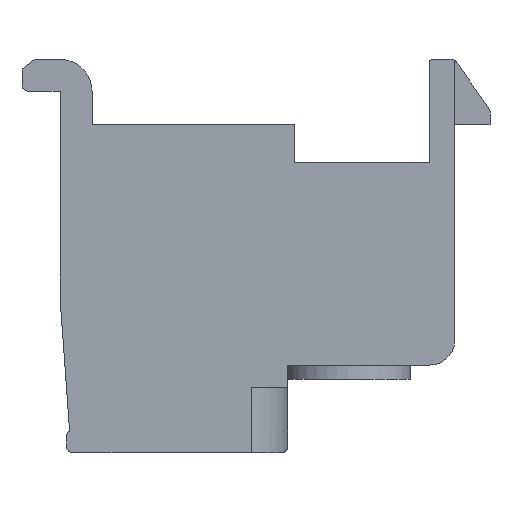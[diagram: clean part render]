
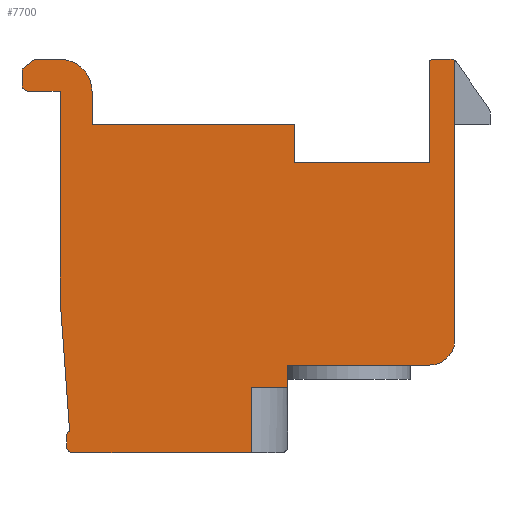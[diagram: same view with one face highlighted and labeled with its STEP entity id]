
A CAD part, front view. The second image highlights one B-rep face of the part: STEP entity #7700.
In plain terms, the highlighted planar face has unit normal (0, -1, 0).
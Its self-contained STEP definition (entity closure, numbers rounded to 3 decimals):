
#1=CARTESIAN_POINT('',(5.45,0.,-2.625));
#2=DIRECTION('',(0.,1.,0.));
#3=DIRECTION('',(1.,0.,0.));
#4=AXIS2_PLACEMENT_3D('',#1,#2,#3);
#6=DIRECTION('',(-1.,0.,0.));
#7=VECTOR('',#6,4.45);
#8=CARTESIAN_POINT('',(5.45,0.,-3.425));
#9=LINE('',#8,#7);
#10=DIRECTION('',(0.,0.,-1.));
#11=VECTOR('',#10,0.7);
#12=CARTESIAN_POINT('',(1.,0.,-3.425));
#13=LINE('',#12,#11);
#14=DIRECTION('',(1.,0.,0.));
#15=VECTOR('',#14,1.15);
#16=CARTESIAN_POINT('',(-0.15,0.,-4.125));
#17=LINE('',#16,#15);
#18=DIRECTION('',(0.,0.,1.));
#19=VECTOR('',#18,2.05);
#20=CARTESIAN_POINT('',(-0.15,0.,-6.175));
#21=LINE('',#20,#19);
#22=DIRECTION('',(-1.,0.,0.));
#23=VECTOR('',#22,5.6);
#24=CARTESIAN_POINT('',(-0.15,0.,-6.175));
#25=LINE('',#24,#23);
#26=CARTESIAN_POINT('',(-5.75,0.,-5.975));
#27=DIRECTION('',(0.,1.,0.));
#28=DIRECTION('',(0.,0.,-1.));
#29=AXIS2_PLACEMENT_3D('',#26,#27,#28);
#31=DIRECTION('',(0.,0.,1.));
#32=VECTOR('',#31,0.3);
#33=CARTESIAN_POINT('',(-5.95,0.,-5.975));
#34=LINE('',#33,#32);
#35=CARTESIAN_POINT('',(-5.75,0.,-5.675));
#36=DIRECTION('',(0.,1.,0.));
#37=DIRECTION('',(-1.,0.,0.));
#38=AXIS2_PLACEMENT_3D('',#35,#36,#37);
#40=DIRECTION('',(-0.072,0.,0.997));
#41=VECTOR('',#40,4.13);
#42=CARTESIAN_POINT('',(-5.854,0.,-5.504));
#43=LINE('',#42,#41);
#44=DIRECTION('',(0.,0.,1.));
#45=VECTOR('',#44,6.56);
#46=CARTESIAN_POINT('',(-6.15,0.,-1.385));
#47=LINE('',#46,#45);
#48=DIRECTION('',(-1.,0.,0.));
#49=VECTOR('',#48,1.);
#50=CARTESIAN_POINT('',(-6.15,0.,5.175));
#51=LINE('',#50,#49);
#52=CARTESIAN_POINT('',(-7.15,0.,5.375));
#53=DIRECTION('',(0.,1.,0.));
#54=DIRECTION('',(0.,0.,-1.));
#55=AXIS2_PLACEMENT_3D('',#52,#53,#54);
#57=DIRECTION('',(0.,0.,1.));
#58=VECTOR('',#57,0.5);
#59=CARTESIAN_POINT('',(-7.35,0.,5.375));
#60=LINE('',#59,#58);
#61=DIRECTION('',(0.785,0.,0.619));
#62=VECTOR('',#61,0.485);
#63=CARTESIAN_POINT('',(-7.35,0.,5.875));
#64=LINE('',#63,#62);
#65=DIRECTION('',(1.,0.,0.));
#66=VECTOR('',#65,0.819);
#67=CARTESIAN_POINT('',(-6.969,0.,6.175));
#68=LINE('',#67,#66);
#69=CARTESIAN_POINT('',(-6.15,0.,5.175));
#70=DIRECTION('',(0.,1.,0.));
#71=DIRECTION('',(0.,0.,1.));
#72=AXIS2_PLACEMENT_3D('',#69,#70,#71);
#74=DIRECTION('',(0.,0.,-1.));
#75=VECTOR('',#74,1.05);
#76=CARTESIAN_POINT('',(-5.15,0.,5.175));
#77=LINE('',#76,#75);
#78=DIRECTION('',(1.,0.,0.));
#79=VECTOR('',#78,6.35);
#80=CARTESIAN_POINT('',(-5.15,0.,4.125));
#81=LINE('',#80,#79);
#82=DIRECTION('',(0.,0.,-1.));
#83=VECTOR('',#82,1.2);
#84=CARTESIAN_POINT('',(1.2,0.,4.125));
#85=LINE('',#84,#83);
#86=DIRECTION('',(1.,0.,0.));
#87=VECTOR('',#86,4.25);
#88=CARTESIAN_POINT('',(1.2,0.,2.925));
#89=LINE('',#88,#87);
#90=DIRECTION('',(0.,0.,1.));
#91=VECTOR('',#90,3.213);
#92=CARTESIAN_POINT('',(5.45,0.,2.925));
#93=LINE('',#92,#91);
#94=CARTESIAN_POINT('',(5.565,0.,5.975));
#95=DIRECTION('',(0.,1.,0.));
#96=DIRECTION('',(-0.577,0.,0.816));
#97=AXIS2_PLACEMENT_3D('',#94,#95,#96);
#99=DIRECTION('',(1.,0.,0.));
#100=VECTOR('',#99,0.626);
#101=CARTESIAN_POINT('',(5.565,0.,6.175));
#102=LINE('',#101,#100);
#103=CARTESIAN_POINT('',(6.127,0.,5.986));
#104=DIRECTION('',(0.,1.,0.));
#105=DIRECTION('',(0.32,0.,0.947));
#106=AXIS2_PLACEMENT_3D('',#103,#104,#105);
#116=DIRECTION('',(0.,0.,1.));
#117=VECTOR('',#116,8.768);
#118=CARTESIAN_POINT('',(6.25,0.,-2.625));
#119=LINE('',#118,#117);
#5866=CARTESIAN_POINT('',(6.25,0.,-2.625));
#5867=CARTESIAN_POINT('',(5.45,0.,-3.425));
#5868=VERTEX_POINT('',#5866);
#5869=VERTEX_POINT('',#5867);
#5870=CARTESIAN_POINT('',(1.,0.,-3.425));
#5871=VERTEX_POINT('',#5870);
#5872=CARTESIAN_POINT('',(-5.75,0.,-6.175));
#5873=CARTESIAN_POINT('',(-5.95,0.,-5.975));
#5874=VERTEX_POINT('',#5872);
#5875=VERTEX_POINT('',#5873);
#5876=CARTESIAN_POINT('',(-5.95,0.,-5.675));
#5877=VERTEX_POINT('',#5876);
#5878=CARTESIAN_POINT('',(-5.854,0.,-5.504));
#5879=VERTEX_POINT('',#5878);
#5880=CARTESIAN_POINT('',(-6.15,0.,-1.385));
#5881=VERTEX_POINT('',#5880);
#5882=CARTESIAN_POINT('',(-6.15,0.,5.175));
#5883=VERTEX_POINT('',#5882);
#5884=CARTESIAN_POINT('',(-7.15,0.,5.175));
#5885=VERTEX_POINT('',#5884);
#5886=CARTESIAN_POINT('',(-7.35,0.,5.375));
#5887=VERTEX_POINT('',#5886);
#5888=CARTESIAN_POINT('',(-7.35,0.,5.875));
#5889=VERTEX_POINT('',#5888);
#5890=CARTESIAN_POINT('',(-6.969,0.,6.175));
#5891=VERTEX_POINT('',#5890);
#5892=CARTESIAN_POINT('',(-6.15,0.,6.175));
#5893=VERTEX_POINT('',#5892);
#5894=CARTESIAN_POINT('',(-5.15,0.,5.175));
#5895=VERTEX_POINT('',#5894);
#5896=CARTESIAN_POINT('',(-5.15,0.,4.125));
#5897=VERTEX_POINT('',#5896);
#5898=CARTESIAN_POINT('',(1.2,0.,4.125));
#5899=VERTEX_POINT('',#5898);
#5900=CARTESIAN_POINT('',(1.2,0.,2.925));
#5901=VERTEX_POINT('',#5900);
#5902=CARTESIAN_POINT('',(5.45,0.,2.925));
#5903=VERTEX_POINT('',#5902);
#5904=CARTESIAN_POINT('',(5.45,0.,6.138));
#5905=VERTEX_POINT('',#5904);
#5906=CARTESIAN_POINT('',(5.565,0.,6.175));
#5907=VERTEX_POINT('',#5906);
#5908=CARTESIAN_POINT('',(6.191,0.,6.175));
#5909=VERTEX_POINT('',#5908);
#6510=CARTESIAN_POINT('',(-0.15,0.,-6.175));
#6511=CARTESIAN_POINT('',(-0.15,0.,-4.125));
#6512=VERTEX_POINT('',#6510);
#6513=VERTEX_POINT('',#6511);
#6514=CARTESIAN_POINT('',(1.,0.,-4.125));
#6515=VERTEX_POINT('',#6514);
#6534=CARTESIAN_POINT('',(6.25,0.,6.143));
#6536=VERTEX_POINT('',#6534);
#7641=CARTESIAN_POINT('',(0.,0.,0.));
#7642=DIRECTION('',(0.,1.,0.));
#7643=DIRECTION('',(1.,0.,0.));
#7644=AXIS2_PLACEMENT_3D('',#7641,#7642,#7643);
#7645=PLANE('',#7644);
#7647=ORIENTED_EDGE('',*,*,#7646,.F.);
#7649=ORIENTED_EDGE('',*,*,#7648,.T.);
#7651=ORIENTED_EDGE('',*,*,#7650,.T.);
#7653=ORIENTED_EDGE('',*,*,#7652,.T.);
#7655=ORIENTED_EDGE('',*,*,#7654,.F.);
#7657=ORIENTED_EDGE('',*,*,#7656,.F.);
#7659=ORIENTED_EDGE('',*,*,#7658,.T.);
#7661=ORIENTED_EDGE('',*,*,#7660,.T.);
#7663=ORIENTED_EDGE('',*,*,#7662,.T.);
#7665=ORIENTED_EDGE('',*,*,#7664,.T.);
#7667=ORIENTED_EDGE('',*,*,#7666,.T.);
#7669=ORIENTED_EDGE('',*,*,#7668,.T.);
#7671=ORIENTED_EDGE('',*,*,#7670,.T.);
#7673=ORIENTED_EDGE('',*,*,#7672,.T.);
#7675=ORIENTED_EDGE('',*,*,#7674,.T.);
#7677=ORIENTED_EDGE('',*,*,#7676,.T.);
#7679=ORIENTED_EDGE('',*,*,#7678,.T.);
#7681=ORIENTED_EDGE('',*,*,#7680,.T.);
#7683=ORIENTED_EDGE('',*,*,#7682,.T.);
#7685=ORIENTED_EDGE('',*,*,#7684,.T.);
#7687=ORIENTED_EDGE('',*,*,#7686,.T.);
#7689=ORIENTED_EDGE('',*,*,#7688,.T.);
#7691=ORIENTED_EDGE('',*,*,#7690,.T.);
#7693=ORIENTED_EDGE('',*,*,#7692,.T.);
#7695=ORIENTED_EDGE('',*,*,#7694,.T.);
#7697=ORIENTED_EDGE('',*,*,#7696,.T.);
#7698=EDGE_LOOP('',(#7647,#7649,#7651,#7653,#7655,#7657,#7659,#7661,#7663,#7665,
#7667,#7669,#7671,#7673,#7675,#7677,#7679,#7681,#7683,#7685,#7687,#7689,#7691,
#7693,#7695,#7697));
#7699=FACE_OUTER_BOUND('',#7698,.F.);
#7700=ADVANCED_FACE('',(#7699),#7645,.F.);
#5=CIRCLE('',#4,0.8);
#30=CIRCLE('',#29,0.2);
#39=CIRCLE('',#38,0.2);
#56=CIRCLE('',#55,0.2);
#73=CIRCLE('',#72,1.);
#98=CIRCLE('',#97,0.2);
#107=CIRCLE('',#106,0.2);
#7646=EDGE_CURVE('',#5868,#6536,#119,.T.);
#7648=EDGE_CURVE('',#5868,#5869,#5,.T.);
#7650=EDGE_CURVE('',#5869,#5871,#9,.T.);
#7652=EDGE_CURVE('',#5871,#6515,#13,.T.);
#7654=EDGE_CURVE('',#6513,#6515,#17,.T.);
#7656=EDGE_CURVE('',#6512,#6513,#21,.T.);
#7658=EDGE_CURVE('',#6512,#5874,#25,.T.);
#7660=EDGE_CURVE('',#5874,#5875,#30,.T.);
#7662=EDGE_CURVE('',#5875,#5877,#34,.T.);
#7664=EDGE_CURVE('',#5877,#5879,#39,.T.);
#7666=EDGE_CURVE('',#5879,#5881,#43,.T.);
#7668=EDGE_CURVE('',#5881,#5883,#47,.T.);
#7670=EDGE_CURVE('',#5883,#5885,#51,.T.);
#7672=EDGE_CURVE('',#5885,#5887,#56,.T.);
#7674=EDGE_CURVE('',#5887,#5889,#60,.T.);
#7676=EDGE_CURVE('',#5889,#5891,#64,.T.);
#7678=EDGE_CURVE('',#5891,#5893,#68,.T.);
#7680=EDGE_CURVE('',#5893,#5895,#73,.T.);
#7682=EDGE_CURVE('',#5895,#5897,#77,.T.);
#7684=EDGE_CURVE('',#5897,#5899,#81,.T.);
#7686=EDGE_CURVE('',#5899,#5901,#85,.T.);
#7688=EDGE_CURVE('',#5901,#5903,#89,.T.);
#7690=EDGE_CURVE('',#5903,#5905,#93,.T.);
#7692=EDGE_CURVE('',#5905,#5907,#98,.T.);
#7694=EDGE_CURVE('',#5907,#5909,#102,.T.);
#7696=EDGE_CURVE('',#5909,#6536,#107,.T.);
